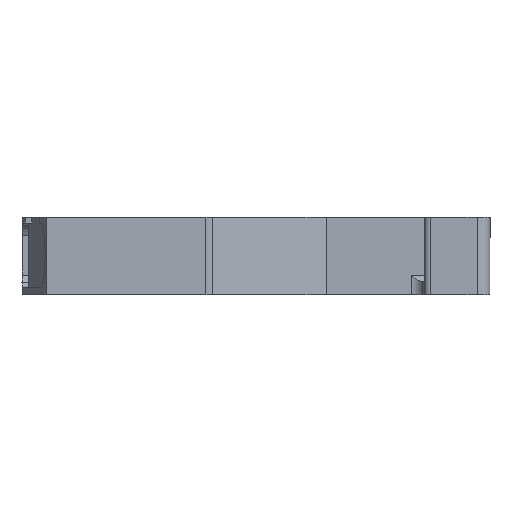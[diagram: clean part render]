
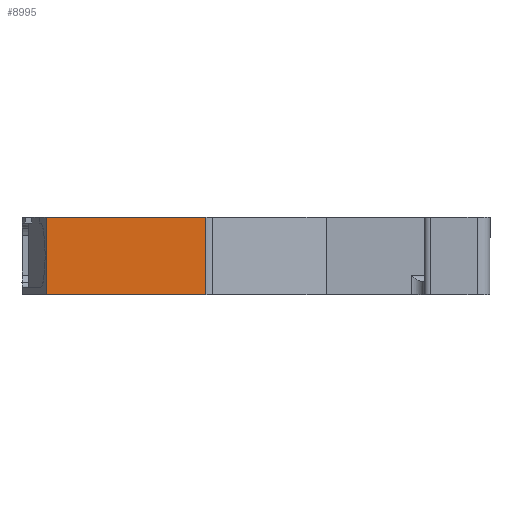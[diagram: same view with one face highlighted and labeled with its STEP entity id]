
A CAD part, left-side view. The second image highlights one B-rep face of the part: STEP entity #8995.
In plain terms, the highlighted planar face has unit normal (-1, 0, 0).
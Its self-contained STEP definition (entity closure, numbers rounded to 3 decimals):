
#10 = LINE ( 'NONE', #1785, #64 ) ;
#64 = VECTOR ( 'NONE', #1718, 1000. ) ;
#203 = PLANE ( 'NONE',  #10158 ) ;
#568 = CARTESIAN_POINT ( 'NONE',  ( -13.996, 47.026, 48.811 ) ) ;
#922 = CARTESIAN_POINT ( 'NONE',  ( -13.996, 32.753, 42.811 ) ) ;
#994 = CARTESIAN_POINT ( 'NONE',  ( -13.996, 47.026, 42.811 ) ) ;
#1143 = VERTEX_POINT ( 'NONE', #4214 ) ;
#1211 = VECTOR ( 'NONE', #3207, 1000. ) ;
#1483 = LINE ( 'NONE', #2810, #11783 ) ;
#1718 = DIRECTION ( 'NONE',  ( 0., 0., 1. ) ) ;
#1785 = CARTESIAN_POINT ( 'NONE',  ( -13.996, 32.753, 42.811 ) ) ;
#1996 = DIRECTION ( 'NONE',  ( 0., -1., 0. ) ) ;
#2267 = EDGE_CURVE ( 'NONE', #7455, #1143, #10, .T. ) ;
#2810 = CARTESIAN_POINT ( 'NONE',  ( -13.996, 45.15, 42.811 ) ) ;
#3207 = DIRECTION ( 'NONE',  ( 0., -1., 0. ) ) ;
#3374 = EDGE_CURVE ( 'NONE', #9433, #7455, #11370, .T. ) ;
#4214 = CARTESIAN_POINT ( 'NONE',  ( -13.996, 32.753, 48.811 ) ) ;
#4404 = DIRECTION ( 'NONE',  ( 0., 0., 1. ) ) ;
#4925 = ORIENTED_EDGE ( 'NONE', *, *, #3374, .T. ) ;
#6337 = ORIENTED_EDGE ( 'NONE', *, *, #6946, .F. ) ;
#6347 = CARTESIAN_POINT ( 'NONE',  ( -13.996, 45.15, 42.811 ) ) ;
#6946 = EDGE_CURVE ( 'NONE', #9097, #1143, #9029, .T. ) ;
#7101 = DIRECTION ( 'NONE',  ( 0., -1., 0. ) ) ;
#7455 = VERTEX_POINT ( 'NONE', #922 ) ;
#7553 = EDGE_CURVE ( 'NONE', #9433, #9097, #1483, .T. ) ;
#8129 = FACE_OUTER_BOUND ( 'NONE', #11177, .T. ) ;
#8408 = CARTESIAN_POINT ( 'NONE',  ( -13.996, 45.15, 48.811 ) ) ;
#8790 = ORIENTED_EDGE ( 'NONE', *, *, #2267, .T. ) ;
#8933 = ORIENTED_EDGE ( 'NONE', *, *, #7553, .F. ) ;
#8995 = ADVANCED_FACE ( 'NONE', ( #8129 ), #203, .T. ) ;
#9029 = LINE ( 'NONE', #568, #1211 ) ;
#9097 = VERTEX_POINT ( 'NONE', #8408 ) ;
#9433 = VERTEX_POINT ( 'NONE', #6347 ) ;
#10158 = AXIS2_PLACEMENT_3D ( 'NONE', #10815, #10691, #7101 ) ;
#10691 = DIRECTION ( 'NONE',  ( -1., 0., 0. ) ) ;
#10815 = CARTESIAN_POINT ( 'NONE',  ( -13.996, 47.026, 42.811 ) ) ;
#11177 = EDGE_LOOP ( 'NONE', ( #8933, #4925, #8790, #6337 ) ) ;
#11335 = VECTOR ( 'NONE', #1996, 1000. ) ;
#11370 = LINE ( 'NONE', #994, #11335 ) ;
#11783 = VECTOR ( 'NONE', #4404, 1000. ) ;
